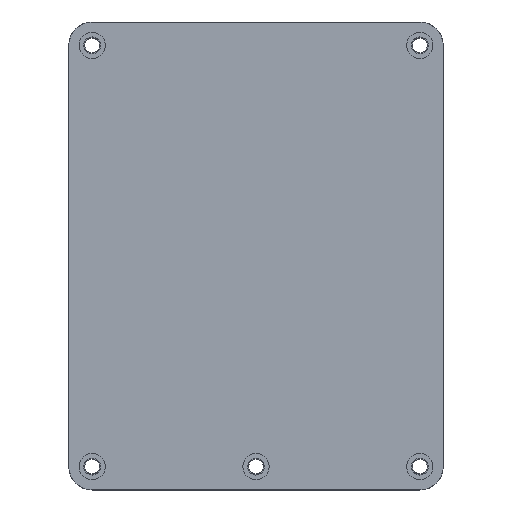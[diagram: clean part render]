
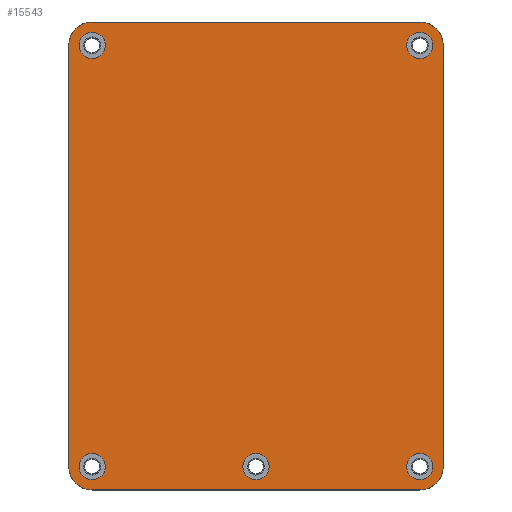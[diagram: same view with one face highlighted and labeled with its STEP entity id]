
A CAD part, top view. The second image highlights one B-rep face of the part: STEP entity #15543.
In plain terms, the highlighted planar face has unit normal (0, 0, 1).
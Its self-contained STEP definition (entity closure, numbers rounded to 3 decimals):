
#15543 = ADVANCED_FACE('',(#15544,#15678,#15689,#15700,#15711,#15722),
  #15733,.T.);
#15544 = FACE_BOUND('',#15545,.F.);
#15545 = EDGE_LOOP('',(#15546,#15557,#15565,#15573,#15581,#15590,#15598,
    #15606,#15614,#15623,#15631,#15639,#15647,#15656,#15664,#15672));
#15546 = ORIENTED_EDGE('',*,*,#15547,.T.);
#15547 = EDGE_CURVE('',#15548,#15550,#15552,.T.);
#15548 = VERTEX_POINT('',#15549);
#15549 = CARTESIAN_POINT('',(0.002,-4.782,1.56));
#15550 = VERTEX_POINT('',#15551);
#15551 = CARTESIAN_POINT('',(4.782,-0.002,1.56));
#15552 = CIRCLE('',#15553,5.002);
#15553 = AXIS2_PLACEMENT_3D('',#15554,#15555,#15556);
#15554 = CARTESIAN_POINT('',(5.,-5.,1.56));
#15555 = DIRECTION('',(0.,0.,-1.));
#15556 = DIRECTION('',(-0.999,0.044,0.));
#15557 = ORIENTED_EDGE('',*,*,#15558,.T.);
#15558 = EDGE_CURVE('',#15550,#15559,#15561,.T.);
#15559 = VERTEX_POINT('',#15560);
#15560 = CARTESIAN_POINT('',(5.,-0.,1.56));
#15561 = LINE('',#15562,#15563);
#15562 = CARTESIAN_POINT('',(4.782,-0.002,1.56));
#15563 = VECTOR('',#15564,1.);
#15564 = DIRECTION('',(1.,0.011,0.));
#15565 = ORIENTED_EDGE('',*,*,#15566,.T.);
#15566 = EDGE_CURVE('',#15559,#15567,#15569,.T.);
#15567 = VERTEX_POINT('',#15568);
#15568 = CARTESIAN_POINT('',(75.,-0.,1.56));
#15569 = LINE('',#15570,#15571);
#15570 = CARTESIAN_POINT('',(5.,-0.,1.56));
#15571 = VECTOR('',#15572,1.);
#15572 = DIRECTION('',(1.,0.,0.));
#15573 = ORIENTED_EDGE('',*,*,#15574,.T.);
#15574 = EDGE_CURVE('',#15567,#15575,#15577,.T.);
#15575 = VERTEX_POINT('',#15576);
#15576 = CARTESIAN_POINT('',(75.218,-0.002,1.56));
#15577 = LINE('',#15578,#15579);
#15578 = CARTESIAN_POINT('',(75.,-0.,1.56));
#15579 = VECTOR('',#15580,1.);
#15580 = DIRECTION('',(1.,-0.011,0.));
#15581 = ORIENTED_EDGE('',*,*,#15582,.T.);
#15582 = EDGE_CURVE('',#15575,#15583,#15585,.T.);
#15583 = VERTEX_POINT('',#15584);
#15584 = CARTESIAN_POINT('',(79.998,-4.782,1.56));
#15585 = CIRCLE('',#15586,5.002);
#15586 = AXIS2_PLACEMENT_3D('',#15587,#15588,#15589);
#15587 = CARTESIAN_POINT('',(75.,-5.,1.56));
#15588 = DIRECTION('',(0.,0.,-1.));
#15589 = DIRECTION('',(0.044,0.999,0.));
#15590 = ORIENTED_EDGE('',*,*,#15591,.T.);
#15591 = EDGE_CURVE('',#15583,#15592,#15594,.T.);
#15592 = VERTEX_POINT('',#15593);
#15593 = CARTESIAN_POINT('',(80.,-5.,1.56));
#15594 = LINE('',#15595,#15596);
#15595 = CARTESIAN_POINT('',(79.998,-4.782,1.56));
#15596 = VECTOR('',#15597,1.);
#15597 = DIRECTION('',(0.011,-1.,0.));
#15598 = ORIENTED_EDGE('',*,*,#15599,.T.);
#15599 = EDGE_CURVE('',#15592,#15600,#15602,.T.);
#15600 = VERTEX_POINT('',#15601);
#15601 = CARTESIAN_POINT('',(80.,-95.,1.56));
#15602 = LINE('',#15603,#15604);
#15603 = CARTESIAN_POINT('',(80.,-5.,1.56));
#15604 = VECTOR('',#15605,1.);
#15605 = DIRECTION('',(0.,-1.,0.));
#15606 = ORIENTED_EDGE('',*,*,#15607,.T.);
#15607 = EDGE_CURVE('',#15600,#15608,#15610,.T.);
#15608 = VERTEX_POINT('',#15609);
#15609 = CARTESIAN_POINT('',(79.998,-95.218,1.56));
#15610 = LINE('',#15611,#15612);
#15611 = CARTESIAN_POINT('',(80.,-95.,1.56));
#15612 = VECTOR('',#15613,1.);
#15613 = DIRECTION('',(-0.011,-1.,0.));
#15614 = ORIENTED_EDGE('',*,*,#15615,.T.);
#15615 = EDGE_CURVE('',#15608,#15616,#15618,.T.);
#15616 = VERTEX_POINT('',#15617);
#15617 = CARTESIAN_POINT('',(75.218,-99.998,1.56));
#15618 = CIRCLE('',#15619,5.002);
#15619 = AXIS2_PLACEMENT_3D('',#15620,#15621,#15622);
#15620 = CARTESIAN_POINT('',(75.,-95.,1.56));
#15621 = DIRECTION('',(0.,0.,-1.));
#15622 = DIRECTION('',(0.999,-0.044,0.));
#15623 = ORIENTED_EDGE('',*,*,#15624,.T.);
#15624 = EDGE_CURVE('',#15616,#15625,#15627,.T.);
#15625 = VERTEX_POINT('',#15626);
#15626 = CARTESIAN_POINT('',(75.,-100.,1.56));
#15627 = LINE('',#15628,#15629);
#15628 = CARTESIAN_POINT('',(75.218,-99.998,1.56));
#15629 = VECTOR('',#15630,1.);
#15630 = DIRECTION('',(-1.,-0.011,0.));
#15631 = ORIENTED_EDGE('',*,*,#15632,.T.);
#15632 = EDGE_CURVE('',#15625,#15633,#15635,.T.);
#15633 = VERTEX_POINT('',#15634);
#15634 = CARTESIAN_POINT('',(5.,-100.,1.56));
#15635 = LINE('',#15636,#15637);
#15636 = CARTESIAN_POINT('',(75.,-100.,1.56));
#15637 = VECTOR('',#15638,1.);
#15638 = DIRECTION('',(-1.,0.,0.));
#15639 = ORIENTED_EDGE('',*,*,#15640,.T.);
#15640 = EDGE_CURVE('',#15633,#15641,#15643,.T.);
#15641 = VERTEX_POINT('',#15642);
#15642 = CARTESIAN_POINT('',(4.782,-99.998,1.56));
#15643 = LINE('',#15644,#15645);
#15644 = CARTESIAN_POINT('',(5.,-100.,1.56));
#15645 = VECTOR('',#15646,1.);
#15646 = DIRECTION('',(-1.,0.011,0.));
#15647 = ORIENTED_EDGE('',*,*,#15648,.T.);
#15648 = EDGE_CURVE('',#15641,#15649,#15651,.T.);
#15649 = VERTEX_POINT('',#15650);
#15650 = CARTESIAN_POINT('',(0.002,-95.218,1.56));
#15651 = CIRCLE('',#15652,5.002);
#15652 = AXIS2_PLACEMENT_3D('',#15653,#15654,#15655);
#15653 = CARTESIAN_POINT('',(5.,-95.,1.56));
#15654 = DIRECTION('',(0.,0.,-1.));
#15655 = DIRECTION('',(-0.044,-0.999,-0.));
#15656 = ORIENTED_EDGE('',*,*,#15657,.T.);
#15657 = EDGE_CURVE('',#15649,#15658,#15660,.T.);
#15658 = VERTEX_POINT('',#15659);
#15659 = CARTESIAN_POINT('',(0.,-95.,1.56));
#15660 = LINE('',#15661,#15662);
#15661 = CARTESIAN_POINT('',(0.002,-95.218,1.56));
#15662 = VECTOR('',#15663,1.);
#15663 = DIRECTION('',(-0.011,1.,0.));
#15664 = ORIENTED_EDGE('',*,*,#15665,.T.);
#15665 = EDGE_CURVE('',#15658,#15666,#15668,.T.);
#15666 = VERTEX_POINT('',#15667);
#15667 = CARTESIAN_POINT('',(0.,-5.,1.56));
#15668 = LINE('',#15669,#15670);
#15669 = CARTESIAN_POINT('',(0.,-95.,1.56));
#15670 = VECTOR('',#15671,1.);
#15671 = DIRECTION('',(0.,1.,0.));
#15672 = ORIENTED_EDGE('',*,*,#15673,.T.);
#15673 = EDGE_CURVE('',#15666,#15548,#15674,.T.);
#15674 = LINE('',#15675,#15676);
#15675 = CARTESIAN_POINT('',(0.,-5.,1.56));
#15676 = VECTOR('',#15677,1.);
#15677 = DIRECTION('',(0.011,1.,0.));
#15678 = FACE_BOUND('',#15679,.F.);
#15679 = EDGE_LOOP('',(#15680));
#15680 = ORIENTED_EDGE('',*,*,#15681,.T.);
#15681 = EDGE_CURVE('',#15682,#15682,#15684,.T.);
#15682 = VERTEX_POINT('',#15683);
#15683 = CARTESIAN_POINT('',(7.8,-95.,1.56));
#15684 = CIRCLE('',#15685,2.8);
#15685 = AXIS2_PLACEMENT_3D('',#15686,#15687,#15688);
#15686 = CARTESIAN_POINT('',(5.,-95.,1.56));
#15687 = DIRECTION('',(0.,0.,1.));
#15688 = DIRECTION('',(1.,0.,-0.));
#15689 = FACE_BOUND('',#15690,.F.);
#15690 = EDGE_LOOP('',(#15691));
#15691 = ORIENTED_EDGE('',*,*,#15692,.T.);
#15692 = EDGE_CURVE('',#15693,#15693,#15695,.T.);
#15693 = VERTEX_POINT('',#15694);
#15694 = CARTESIAN_POINT('',(42.8,-95.,1.56));
#15695 = CIRCLE('',#15696,2.8);
#15696 = AXIS2_PLACEMENT_3D('',#15697,#15698,#15699);
#15697 = CARTESIAN_POINT('',(40.,-95.,1.56));
#15698 = DIRECTION('',(0.,0.,1.));
#15699 = DIRECTION('',(1.,0.,-0.));
#15700 = FACE_BOUND('',#15701,.F.);
#15701 = EDGE_LOOP('',(#15702));
#15702 = ORIENTED_EDGE('',*,*,#15703,.T.);
#15703 = EDGE_CURVE('',#15704,#15704,#15706,.T.);
#15704 = VERTEX_POINT('',#15705);
#15705 = CARTESIAN_POINT('',(77.8,-95.,1.56));
#15706 = CIRCLE('',#15707,2.8);
#15707 = AXIS2_PLACEMENT_3D('',#15708,#15709,#15710);
#15708 = CARTESIAN_POINT('',(75.,-95.,1.56));
#15709 = DIRECTION('',(0.,0.,1.));
#15710 = DIRECTION('',(1.,0.,-0.));
#15711 = FACE_BOUND('',#15712,.F.);
#15712 = EDGE_LOOP('',(#15713));
#15713 = ORIENTED_EDGE('',*,*,#15714,.T.);
#15714 = EDGE_CURVE('',#15715,#15715,#15717,.T.);
#15715 = VERTEX_POINT('',#15716);
#15716 = CARTESIAN_POINT('',(7.8,-5.,1.56));
#15717 = CIRCLE('',#15718,2.8);
#15718 = AXIS2_PLACEMENT_3D('',#15719,#15720,#15721);
#15719 = CARTESIAN_POINT('',(5.,-5.,1.56));
#15720 = DIRECTION('',(0.,0.,1.));
#15721 = DIRECTION('',(1.,0.,-0.));
#15722 = FACE_BOUND('',#15723,.F.);
#15723 = EDGE_LOOP('',(#15724));
#15724 = ORIENTED_EDGE('',*,*,#15725,.T.);
#15725 = EDGE_CURVE('',#15726,#15726,#15728,.T.);
#15726 = VERTEX_POINT('',#15727);
#15727 = CARTESIAN_POINT('',(77.8,-5.,1.56));
#15728 = CIRCLE('',#15729,2.8);
#15729 = AXIS2_PLACEMENT_3D('',#15730,#15731,#15732);
#15730 = CARTESIAN_POINT('',(75.,-5.,1.56));
#15731 = DIRECTION('',(0.,0.,1.));
#15732 = DIRECTION('',(1.,0.,-0.));
#15733 = PLANE('',#15734);
#15734 = AXIS2_PLACEMENT_3D('',#15735,#15736,#15737);
#15735 = CARTESIAN_POINT('',(0.,0.,1.56));
#15736 = DIRECTION('',(0.,0.,1.));
#15737 = DIRECTION('',(1.,0.,-0.));
